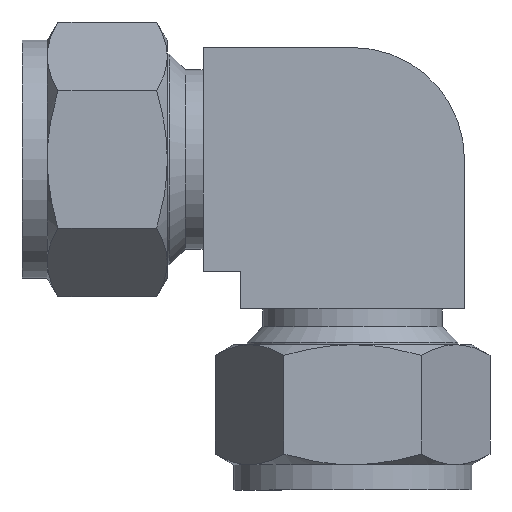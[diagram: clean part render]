
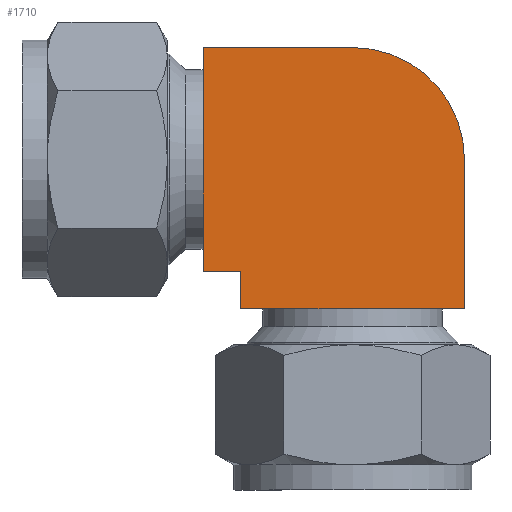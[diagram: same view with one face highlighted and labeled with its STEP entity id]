
A CAD part, front view. The second image highlights one B-rep face of the part: STEP entity #1710.
In plain terms, the highlighted planar face has unit normal (0, -1, 0).
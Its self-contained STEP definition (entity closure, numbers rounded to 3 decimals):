
#1426=CARTESIAN_POINT('POINT87',(26.384,-13.494,
   -13.494));
#1427=VERTEX_POINT('VERTEX87',#1426);
#1434=CARTESIAN_POINT('POINT88',(21.844,-13.494,
   -13.494));
#1435=VERTEX_POINT('VERTEX88',#1434);
#1436=CARTESIAN_POINT('POS91',(30.861,-13.494,-13.494
   ));
#1437=DIRECTION('DIR142',(-1.,0.,0.));
#1438=VECTOR('VEC40',#1437,25.4);
#1439=LINE('STRAIGHT40',#1436,#1438);
#1440=EDGE_CURVE('EDGE151',#1427,#1435,#1439,.T.);
#1477=CARTESIAN_POINT('POINT91',(21.844,-13.494,
   13.494));
#1478=VERTEX_POINT('VERTEX91',#1477);
#1479=CARTESIAN_POINT('POS96',(21.844,-13.494,0.));
#1480=DIRECTION('DIR148',(0.,0.,-1.));
#1481=VECTOR('VEC44',#1480,25.4);
#1482=LINE('STRAIGHT44',#1479,#1481);
#1483=EDGE_CURVE('EDGE155',#1478,#1435,#1482,.T.);
#1500=CARTESIAN_POINT('POINT92',(39.878,-13.494,
   13.494));
#1501=VERTEX_POINT('VERTEX92',#1500);
#1502=CARTESIAN_POINT('POS99',(30.861,-13.494,13.494)
   );
#1503=DIRECTION('DIR152',(1.,0.,0.));
#1504=VECTOR('VEC46',#1503,25.4);
#1505=LINE('STRAIGHT46',#1502,#1504);
#1506=EDGE_CURVE('EDGE157',#1478,#1501,#1505,.T.);
#1531=CARTESIAN_POINT('POINT94',(53.372,-13.494,0.))
   ;
#1532=VERTEX_POINT('VERTEX94',#1531);
#1533=CARTESIAN_POINT('POS103',(39.878,-13.494,
   0.));
#1534=DIRECTION('DIR157',(0.,-1.,0.));
#1535=DIRECTION('DIR158',(1.,0.,
   0.));
#1536=AXIS2_PLACEMENT_3D('AXIS55',#1533,#1534,#1535);
#1537=CIRCLE('ELLIPSE21',#1536,13.494);
#1538=EDGE_CURVE('EDGE160',#1532,#1501,#1537,.T.);
#1660=CARTESIAN_POINT('POINT102',(26.384,-13.494,
   -18.034));
#1661=VERTEX_POINT('VERTEX102',#1660);
#1668=CARTESIAN_POINT('POS118',(26.384,-13.494,-9.017
   ));
#1669=DIRECTION('DIR180',(0.,0.,-1.));
#1670=VECTOR('VEC56',#1669,25.4);
#1671=LINE('STRAIGHT56',#1668,#1670);
#1672=EDGE_CURVE('EDGE172',#1427,#1661,#1671,.T.);
#1684=ORIENTED_EDGE('COEDGE332',*,*,#1506,.F.);
#1685=ORIENTED_EDGE('COEDGE333',*,*,#1483,.T.);
#1686=ORIENTED_EDGE('COEDGE334',*,*,#1440,.F.);
#1687=ORIENTED_EDGE('COEDGE335',*,*,#1672,.T.);
#1688=CARTESIAN_POINT('POINT103',(53.372,-13.494,
   -18.034));
#1689=VERTEX_POINT('VERTEX103',#1688);
#1690=CARTESIAN_POINT('POS120',(39.878,-13.494,-18.034)
   );
#1691=DIRECTION('DIR183',(-1.,0.,0.));
#1692=VECTOR('VEC57',#1691,25.4);
#1693=LINE('STRAIGHT57',#1690,#1692);
#1694=EDGE_CURVE('EDGE173',#1689,#1661,#1693,.T.);
#1695=ORIENTED_EDGE('COEDGE336',*,*,#1694,.F.);
#1696=CARTESIAN_POINT('POS121',(53.372,-13.494,-9.017
   ));
#1697=DIRECTION('DIR184',(0.,0.,-1.));
#1698=VECTOR('VEC58',#1697,25.4);
#1699=LINE('STRAIGHT58',#1696,#1698);
#1700=EDGE_CURVE('EDGE174',#1532,#1689,#1699,.T.);
#1701=ORIENTED_EDGE('COEDGE337',*,*,#1700,.F.);
#1702=ORIENTED_EDGE('COEDGE338',*,*,#1538,.T.);
#1703=EDGE_LOOP('NONE',(#1684,#1685,#1686,#1687,#1695,#1701,#1702));
#1704=FACE_BOUND('LOOP1',#1703,.T.);
#1705=CARTESIAN_POINT('POS122',(30.861,-13.494,0.));
#1706=DIRECTION('DIR185',(0.,1.,0.));
#1707=DIRECTION('DIR186',(1.,0.,0.));
#1708=AXIS2_PLACEMENT_3D('AXIS64',#1705,#1706,#1707);
#1709=PLANE('PLANE24',#1708);
#1710=ADVANCED_FACE('FACE78',(#1704),#1709,.F.);
